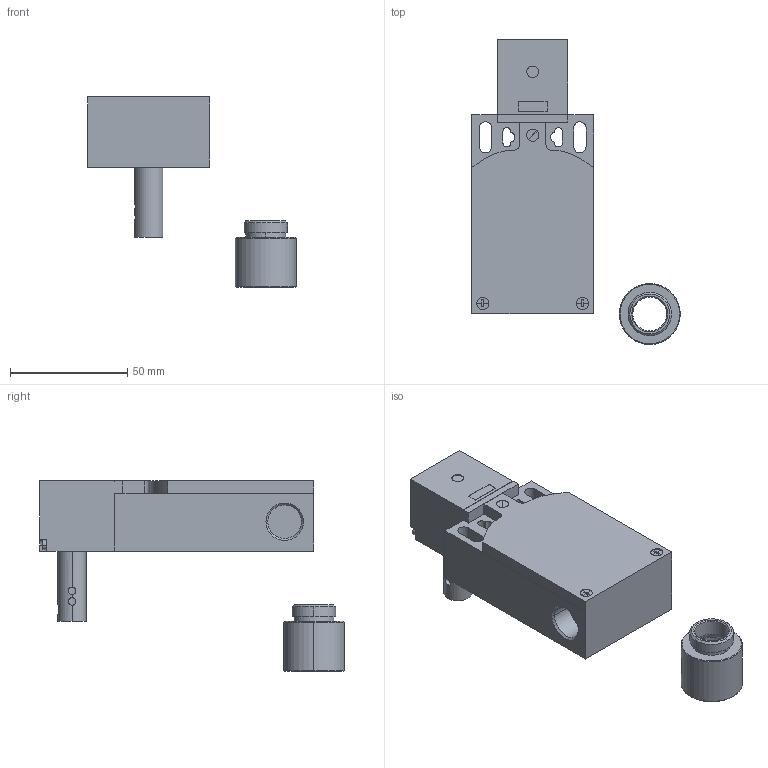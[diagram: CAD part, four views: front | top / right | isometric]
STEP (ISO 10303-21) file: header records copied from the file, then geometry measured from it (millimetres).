
FILE_DESCRIPTION(('STEP AP242'),'1');
FILE_NAME('switch_xcstr553.stp','2021-09-28T14:06:52',('TraceParts'),('TraceParts S.A.'),'Spatial InterOp 3D',' ',' ');
FILE_SCHEMA(('AP242_MANAGED_MODEL_BASED_3D_ENGINEERING_MIM_LF {1 0 10303 442 1 1 4}'));
Length unit declared in the file: millimetre
Products named in the file (1): switch_xcstr553_1
Bounding box: 89 x 130.1 x 81.3 mm (x, y, z)
Volume: 158119.1 mm3; surface area: 30651.5 mm2
Topology: 2 solids, 2 shells, 181 faces, 484 edges, 317 vertices
Faces by surface type: plane 91, cylinder 66, cone 20, torus 4
Entity records: 6039 total; most frequent: CARTESIAN_POINT 1368, DIRECTION 980, ORIENTED_EDGE 964, EDGE_CURVE 482, AXIS2_PLACEMENT_3D 337, VERTEX_POINT 317, LINE 306, VECTOR 306
